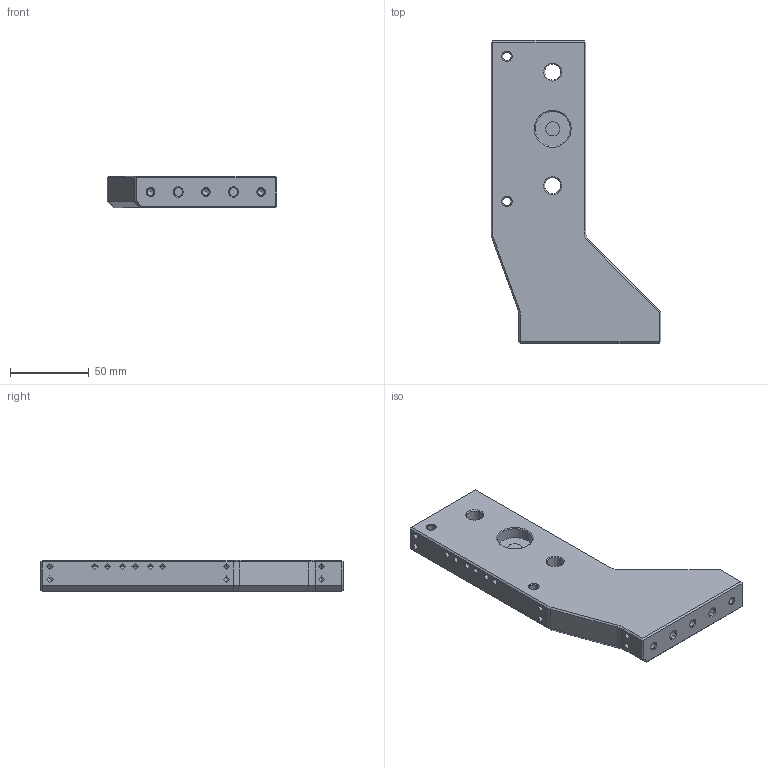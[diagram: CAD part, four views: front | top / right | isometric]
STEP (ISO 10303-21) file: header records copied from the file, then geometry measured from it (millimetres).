
FILE_DESCRIPTION(('FreeCAD Model'),'2;1');
FILE_NAME('Open CASCADE Shape Model','2021-09-07T09:55:50',('Author'),( ''),'Open CASCADE STEP processor 7.5','FreeCAD','Unknown');
FILE_SCHEMA(('AUTOMOTIVE_DESIGN { 1 0 10303 214 1 1 1 1 }'));
Length unit declared in the file: millimetre
Products named in the file (1): SidePanel_Right
Bounding box: 107.5 x 192 x 20 mm (x, y, z)
Volume: 243574 mm3; surface area: 40430.9 mm2
Topology: 1 solids, 1 shells, 137 faces, 317 edges, 189 vertices
Faces by surface type: plane 63, cone 52, cylinder 22
Full cylindrical faces by diameter (mm): 2.5 x2, 4.2 x3, 5.4 x2, 6.1 x2, 9 x1, 9.5 x2, 10.2 x2, 22.2 x1
Entity records: 8273 total; most frequent: CARTESIAN_POINT 1687, DIRECTION 1275, LINE 793, VECTOR 793, ORIENTED_EDGE 628, PCURVE 628, DEFINITIONAL_REPRESENTATION 628, EDGE_CURVE 314
